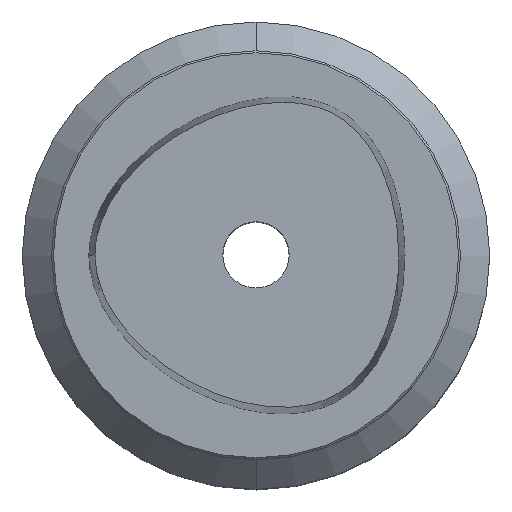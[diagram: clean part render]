
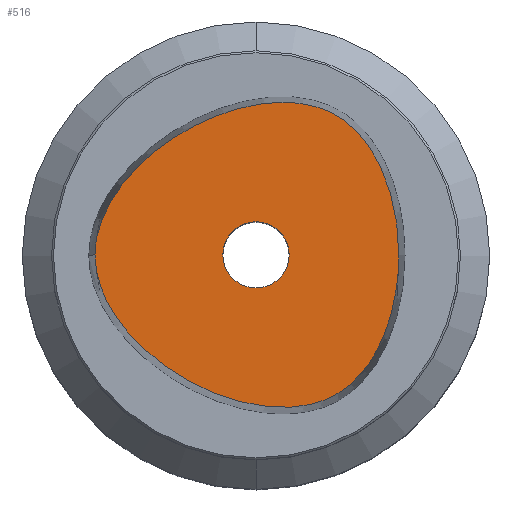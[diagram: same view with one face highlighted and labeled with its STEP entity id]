
A CAD part, top view. The second image highlights one B-rep face of the part: STEP entity #516.
In plain terms, the highlighted planar face has unit normal (0, 0, 1).
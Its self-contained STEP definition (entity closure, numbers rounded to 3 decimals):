
#6=CARTESIAN_POINT('',(-24.8,0.,38.));
#7=CARTESIAN_POINT('',(-24.8,-7.298,38.));
#8=CARTESIAN_POINT('',(-12.64,-21.893,38.));
#9=CARTESIAN_POINT('',(15.44,-26.743,38.));
#10=CARTESIAN_POINT('',(22.,-8.914,38.));
#11=CARTESIAN_POINT('',(22.,0.,38.));
#17=CARTESIAN_POINT('',(22.,0.,38.));
#18=CARTESIAN_POINT('',(22.,8.914,38.));
#19=CARTESIAN_POINT('',(15.44,26.743,38.));
#20=CARTESIAN_POINT('',(-12.64,21.893,38.));
#21=CARTESIAN_POINT('',(-24.8,7.298,38.));
#22=CARTESIAN_POINT('',(-24.8,0.,38.));
#27=CARTESIAN_POINT('',(0.,0.,38.));
#28=DIRECTION('',(0.,0.,-1.));
#29=DIRECTION('',(-1.,0.,0.));
#30=AXIS2_PLACEMENT_3D('',#27,#28,#29);
#35=CARTESIAN_POINT('',(0.,0.,38.));
#36=DIRECTION('',(0.,0.,-1.));
#37=DIRECTION('',(1.,0.,0.));
#38=AXIS2_PLACEMENT_3D('',#35,#36,#37);
#463=VERTEX_POINT('',#6);
#464=VERTEX_POINT('',#11);
#467=CARTESIAN_POINT('',(-5.1,0.,38.));
#468=CARTESIAN_POINT('',(5.1,0.,38.));
#469=VERTEX_POINT('',#467);
#470=VERTEX_POINT('',#468);
#499=CARTESIAN_POINT('',(0.,0.,38.));
#500=DIRECTION('',(0.,0.,-1.));
#501=DIRECTION('',(-1.,0.,0.));
#502=AXIS2_PLACEMENT_3D('',#499,#500,#501);
#503=PLANE('',#502);
#505=ORIENTED_EDGE('',*,*,#504,.F.);
#507=ORIENTED_EDGE('',*,*,#506,.F.);
#508=EDGE_LOOP('',(#505,#507));
#509=FACE_OUTER_BOUND('',#508,.F.);
#511=ORIENTED_EDGE('',*,*,#510,.F.);
#513=ORIENTED_EDGE('',*,*,#512,.F.);
#514=EDGE_LOOP('',(#511,#513));
#515=FACE_BOUND('',#514,.F.);
#12=B_SPLINE_CURVE_WITH_KNOTS('',3,(#6,#7,#8,#9,#10,#11),.UNSPECIFIED.,.F.,.F.,(
4,1,1,4),(0.,0.333,0.667,1.),.UNSPECIFIED.);
#23=B_SPLINE_CURVE_WITH_KNOTS('',3,(#17,#18,#19,#20,#21,#22),.UNSPECIFIED.,.F.,
.F.,(4,1,1,4),(0.,0.333,0.667,1.),.UNSPECIFIED.);
#31=CIRCLE('',#30,5.1);
#39=CIRCLE('',#38,5.1);
#504=EDGE_CURVE('',#463,#464,#12,.T.);
#506=EDGE_CURVE('',#464,#463,#23,.T.);
#510=EDGE_CURVE('',#469,#470,#31,.T.);
#512=EDGE_CURVE('',#470,#469,#39,.T.);
#516=ADVANCED_FACE('',(#509,#515),#503,.F.);
